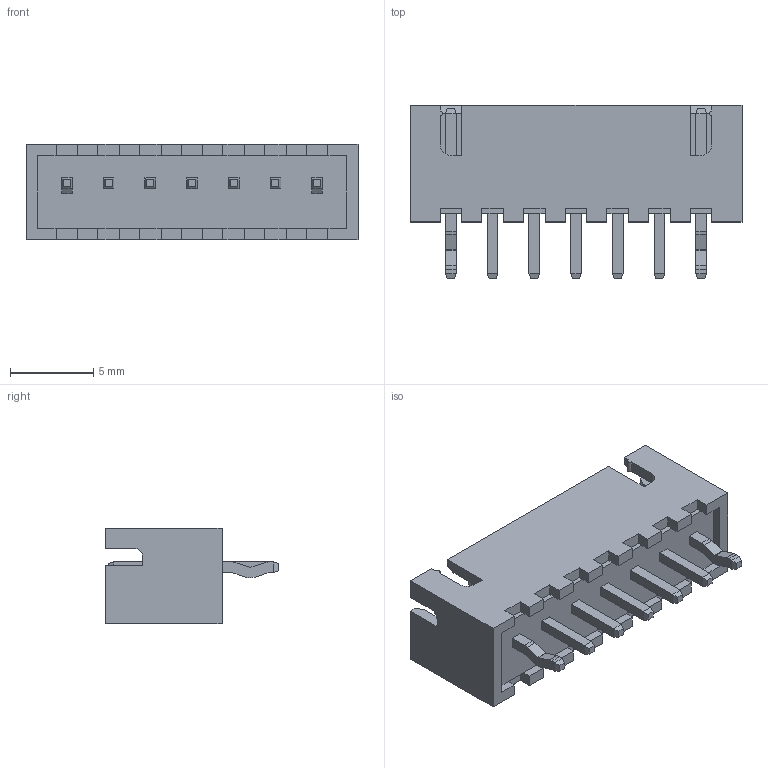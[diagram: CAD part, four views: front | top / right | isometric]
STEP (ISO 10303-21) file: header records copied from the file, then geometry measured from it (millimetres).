
FILE_DESCRIPTION (( 'STEP AP214' ), '1' );
FILE_NAME ('B7B-XH-A (LF)(SN).STEP', '2023-11-14T13:43:02', ( '' ), ( '' ), 'SwSTEP 2.0', 'SolidWorks 2021', '' );
FILE_SCHEMA (( 'AUTOMOTIVE_DESIGN' ));
Length unit declared in the file: millimetre
Products named in the file (2): BxB-XH-A_07; B7B-XH-A  (LF)(SN)
Assembly tree (1 placements, depth 2):
  B7B-XH-A  (LF)(SN)
    BxB-XH-A_07
Bounding box: 19.9 x 10.4 x 5.75 mm (x, y, z)
Volume: 299.2 mm3; surface area: 1046 mm2
Topology: 8 solids, 8 shells, 281 faces, 707 edges, 442 vertices
Faces by surface type: plane 262, cylinder 19
Entity records: 8311 total; most frequent: CARTESIAN_POINT 1443, ORIENTED_EDGE 1414, DIRECTION 1311, EDGE_CURVE 707, VECTOR 667, LINE 667, VERTEX_POINT 442, AXIS2_PLACEMENT_3D 322
